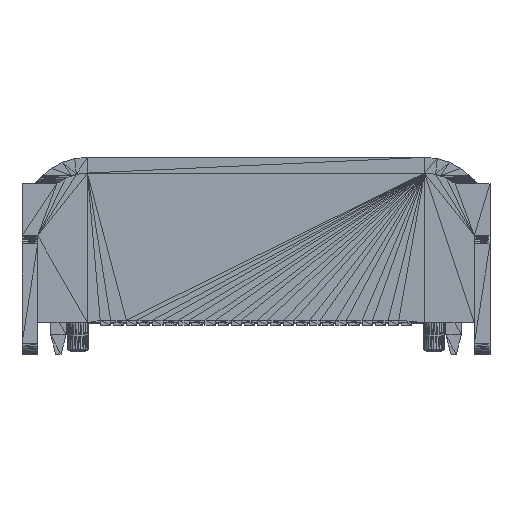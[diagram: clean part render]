
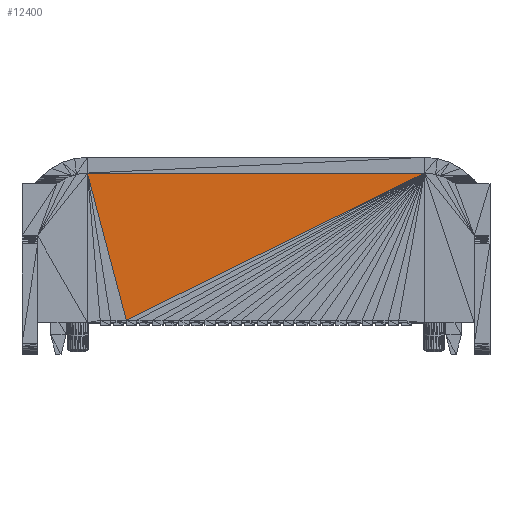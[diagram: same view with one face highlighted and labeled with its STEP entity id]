
A CAD part, top view. The second image highlights one B-rep face of the part: STEP entity #12400.
In plain terms, the highlighted planar face has unit normal (0, 0, 1).
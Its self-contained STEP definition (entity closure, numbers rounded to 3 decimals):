
#7480 = VERTEX_POINT('',#7481);
#7481 = CARTESIAN_POINT('',(-3.22,1.28,
    3.75));
#7619 = EDGE_CURVE('',#7480,#7620,#7622,.T.);
#7620 = VERTEX_POINT('',#7621);
#7621 = CARTESIAN_POINT('',(3.22,1.28,3.75)
  );
#7622 = LINE('',#7623,#7624);
#7623 = CARTESIAN_POINT('',(-3.22,1.28,
    3.75));
#7624 = VECTOR('',#7625,1.);
#7625 = DIRECTION('',(1.,0.,0.));
#12345 = VERTEX_POINT('',#12346);
#12346 = CARTESIAN_POINT('',(-2.475,-1.53,
    3.75));
#12388 = EDGE_CURVE('',#12345,#7480,#12389,.T.);
#12389 = LINE('',#12390,#12391);
#12390 = CARTESIAN_POINT('',(-2.475,-1.53,
    3.75));
#12391 = VECTOR('',#12392,1.);
#12392 = DIRECTION('',(-0.256,0.967,0.));
#12400 = ADVANCED_FACE('',(#12401),#12411,.T.);
#12401 = FACE_BOUND('',#12402,.T.);
#12402 = EDGE_LOOP('',(#12403,#12404,#12405));
#12403 = ORIENTED_EDGE('',*,*,#7619,.F.);
#12404 = ORIENTED_EDGE('',*,*,#12388,.F.);
#12405 = ORIENTED_EDGE('',*,*,#12406,.T.);
#12406 = EDGE_CURVE('',#12345,#7620,#12407,.T.);
#12407 = LINE('',#12408,#12409);
#12408 = CARTESIAN_POINT('',(-2.475,-1.53,
    3.75));
#12409 = VECTOR('',#12410,1.);
#12410 = DIRECTION('',(0.897,0.442,0.));
#12411 = PLANE('',#12412);
#12412 = AXIS2_PLACEMENT_3D('',#12413,#12414,#12415);
#12413 = CARTESIAN_POINT('',(-0.377,0.451,
    3.75));
#12414 = DIRECTION('',(0.,0.,1.));
#12415 = DIRECTION('',(1.,0.,-0.));
